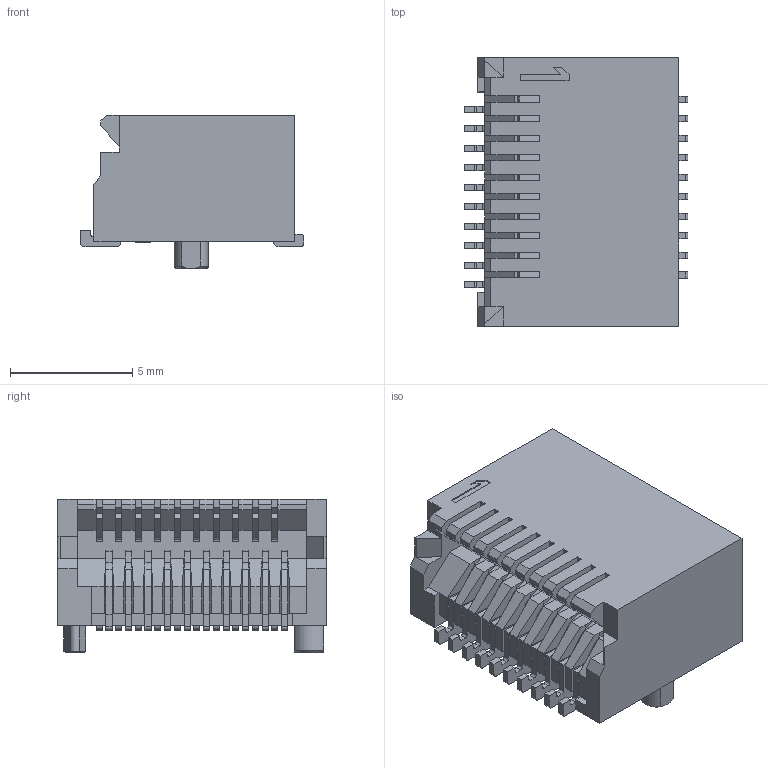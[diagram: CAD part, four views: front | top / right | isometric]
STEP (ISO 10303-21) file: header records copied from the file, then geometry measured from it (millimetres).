
FILE_DESCRIPTION(/* description */ (''),/* implementation_level */ '2;1');
FILE_NAME(/* name */ 'MOLEX_74441-0001.stp',/* time_stamp */ '2015-12-03T08:38:58+01:00',/* author */ ('riccim'),/* organization */ (''),/* preprocessor_version */ 'ST-DEVELOPER v15.5',/* originating_system */ 'AutoCAD Mechanical',/* authorisation */ '');
FILE_SCHEMA (('AUTOMOTIVE_DESIGN { 1 0 10303 214 3 1 1 }'));
Length unit declared in the file: millimetre
Products named in the file (1): Product
Bounding box: 9.15 x 11 x 6.27 mm (x, y, z)
Volume: 337.4 mm3; surface area: 896.6 mm2
Topology: 31 solids, 41 shells, 1125 faces, 3082 edges, 2022 vertices
Faces by surface type: plane 873, cylinder 226, bspline 20, cone 6
Entity records: 35780 total; most frequent: CARTESIAN_POINT 6888, ORIENTED_EDGE 6164, DIRECTION 5728, EDGE_CURVE 3082, LINE 2600, VECTOR 2600, VERTEX_POINT 2022, AXIS2_PLACEMENT_3D 1564
